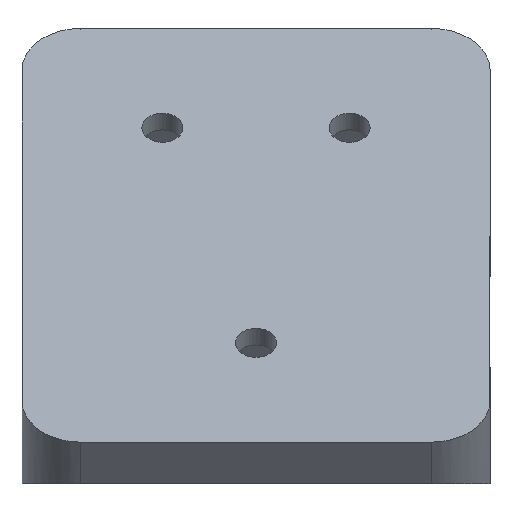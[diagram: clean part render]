
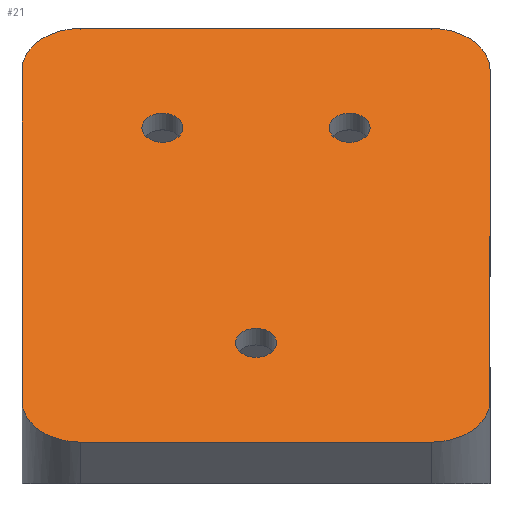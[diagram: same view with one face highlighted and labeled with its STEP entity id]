
A CAD part, left-side view. The second image highlights one B-rep face of the part: STEP entity #21.
In plain terms, the highlighted planar face has unit normal (-0.707, 0, 0.707).
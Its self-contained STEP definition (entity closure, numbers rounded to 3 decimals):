
#14=FACE_BOUND('',#116,.T.);
#15=FACE_BOUND('',#117,.T.);
#16=FACE_BOUND('',#118,.T.);
#21=ADVANCED_FACE('',(#68,#14,#15,#16),#794,.T.);
#68=FACE_OUTER_BOUND('',#115,.T.);
#115=EDGE_LOOP('',(#175,#176,#177,#178,#179,#180,#181,#182));
#116=EDGE_LOOP('',(#183,#184));
#117=EDGE_LOOP('',(#185,#186));
#118=EDGE_LOOP('',(#187,#188));
#175=ORIENTED_EDGE('',*,*,#425,.F.);
#176=ORIENTED_EDGE('',*,*,#416,.T.);
#177=ORIENTED_EDGE('',*,*,#424,.F.);
#178=ORIENTED_EDGE('',*,*,#415,.F.);
#179=ORIENTED_EDGE('',*,*,#422,.F.);
#180=ORIENTED_EDGE('',*,*,#414,.F.);
#181=ORIENTED_EDGE('',*,*,#423,.F.);
#182=ORIENTED_EDGE('',*,*,#417,.F.);
#183=ORIENTED_EDGE('',*,*,#516,.F.);
#184=ORIENTED_EDGE('',*,*,#494,.F.);
#185=ORIENTED_EDGE('',*,*,#519,.F.);
#186=ORIENTED_EDGE('',*,*,#498,.F.);
#187=ORIENTED_EDGE('',*,*,#522,.F.);
#188=ORIENTED_EDGE('',*,*,#502,.F.);
#414=EDGE_CURVE('',#693,#692,#645,.T.);
#415=EDGE_CURVE('',#695,#694,#646,.T.);
#416=EDGE_CURVE('',#697,#696,#647,.T.);
#417=EDGE_CURVE('',#699,#698,#648,.T.);
#422=EDGE_CURVE('',#692,#695,#550,.T.);
#423=EDGE_CURVE('',#698,#693,#551,.T.);
#424=EDGE_CURVE('',#694,#696,#552,.T.);
#425=EDGE_CURVE('',#697,#699,#553,.T.);
#494=EDGE_CURVE('',#739,#755,#572,.T.);
#498=EDGE_CURVE('',#742,#757,#575,.T.);
#502=EDGE_CURVE('',#745,#759,#578,.T.);
#516=EDGE_CURVE('',#755,#739,#587,.T.);
#519=EDGE_CURVE('',#757,#742,#589,.T.);
#522=EDGE_CURVE('',#759,#745,#591,.T.);
#550=TRIMMED_CURVE($,#593,(#1415),(#1416),.T.,.CARTESIAN.);
#551=TRIMMED_CURVE($,#594,(#1418),(#1419),.T.,.CARTESIAN.);
#552=TRIMMED_CURVE($,#595,(#1421),(#1422),.T.,.CARTESIAN.);
#553=TRIMMED_CURVE($,#596,(#1424),(#1425),.T.,.CARTESIAN.);
#572=TRIMMED_CURVE($,#615,(#1648),(#1649),.T.,.CARTESIAN.);
#575=TRIMMED_CURVE($,#618,(#1659),(#1660),.T.,.CARTESIAN.);
#578=TRIMMED_CURVE($,#621,(#1670),(#1671),.T.,.CARTESIAN.);
#587=TRIMMED_CURVE($,#630,(#1707),(#1708),.T.,.CARTESIAN.);
#589=TRIMMED_CURVE($,#632,(#1715),(#1716),.T.,.CARTESIAN.);
#591=TRIMMED_CURVE($,#634,(#1723),(#1724),.T.,.CARTESIAN.);
#593=CIRCLE('',#928,5.);
#594=CIRCLE('',#929,5.);
#595=CIRCLE('',#930,5.);
#596=CIRCLE('',#931,5.);
#615=CIRCLE('',#950,1.75);
#618=CIRCLE('',#953,1.75);
#621=CIRCLE('',#956,1.75);
#630=CIRCLE('',#965,1.75);
#632=CIRCLE('',#967,1.75);
#634=CIRCLE('',#969,1.75);
#645=B_SPLINE_CURVE_WITH_KNOTS('',1,(#1398,#1399),.UNSPECIFIED.,.F.,.F.,
(2,2),(5.,35.),.UNSPECIFIED.);
#646=B_SPLINE_CURVE_WITH_KNOTS('',1,(#1400,#1401),.UNSPECIFIED.,.F.,.F.,
(2,2),(45.,85.),.UNSPECIFIED.);
#647=B_SPLINE_CURVE_WITH_KNOTS('',1,(#1402,#1403),.UNSPECIFIED.,.F.,.F.,
(2,2),(5.,35.),.UNSPECIFIED.);
#648=B_SPLINE_CURVE_WITH_KNOTS('',1,(#1404,#1405),.UNSPECIFIED.,.F.,.F.,
(2,2),(165.,205.),.UNSPECIFIED.);
#692=VERTEX_POINT('',#1312);
#693=VERTEX_POINT('',#1313);
#694=VERTEX_POINT('',#1314);
#695=VERTEX_POINT('',#1315);
#696=VERTEX_POINT('',#1316);
#697=VERTEX_POINT('',#1317);
#698=VERTEX_POINT('',#1318);
#699=VERTEX_POINT('',#1319);
#739=VERTEX_POINT('',#1359);
#742=VERTEX_POINT('',#1362);
#745=VERTEX_POINT('',#1365);
#755=VERTEX_POINT('',#1375);
#757=VERTEX_POINT('',#1377);
#759=VERTEX_POINT('',#1379);
#794=PLANE('',#896);
#896=AXIS2_PLACEMENT_3D('',#1097,#975,$);
#928=AXIS2_PLACEMENT_3D($,#1414,#1007,#1008);
#929=AXIS2_PLACEMENT_3D($,#1417,#1009,#1010);
#930=AXIS2_PLACEMENT_3D($,#1420,#1011,#1012);
#931=AXIS2_PLACEMENT_3D($,#1423,#1013,#1014);
#950=AXIS2_PLACEMENT_3D($,#1647,#1051,#1052);
#953=AXIS2_PLACEMENT_3D($,#1658,#1057,#1058);
#956=AXIS2_PLACEMENT_3D($,#1669,#1063,#1064);
#965=AXIS2_PLACEMENT_3D($,#1706,#1081,#1082);
#967=AXIS2_PLACEMENT_3D($,#1714,#1085,#1086);
#969=AXIS2_PLACEMENT_3D($,#1722,#1089,#1090);
#975=DIRECTION('',(-0.707,0.,0.707));
#1007=DIRECTION('',(0.707,0.,-0.707));
#1008=DIRECTION('',(-0.707,0.,-0.707));
#1009=DIRECTION('',(0.707,0.,-0.707));
#1010=DIRECTION('',(0.,-1.,0.));
#1011=DIRECTION('',(0.707,0.,-0.707));
#1012=DIRECTION('',(0.,1.,0.));
#1013=DIRECTION('',(0.707,0.,-0.707));
#1014=DIRECTION('',(0.707,0.,0.707));
#1051=DIRECTION('',(-0.707,0.,0.707));
#1052=DIRECTION('',(0.,1.,0.));
#1057=DIRECTION('',(-0.707,0.,0.707));
#1058=DIRECTION('',(0.,1.,0.));
#1063=DIRECTION('',(-0.707,0.,0.707));
#1064=DIRECTION('',(0.,1.,0.));
#1081=DIRECTION('',(-0.707,0.,0.707));
#1082=DIRECTION('',(0.,-1.,0.));
#1085=DIRECTION('',(-0.707,0.,0.707));
#1086=DIRECTION('',(0.,-1.,0.));
#1089=DIRECTION('',(-0.707,0.,0.707));
#1090=DIRECTION('',(0.,-1.,0.));
#1097=CARTESIAN_POINT('',(45.962,0.,45.962));
#1312=CARTESIAN_POINT('',(0.,35.,0.));
#1313=CARTESIAN_POINT('',(0.,5.,0.));
#1314=CARTESIAN_POINT('',(31.82,40.,31.82));
#1315=CARTESIAN_POINT('',(3.536,40.,3.536));
#1316=CARTESIAN_POINT('',(35.355,35.,35.355));
#1317=CARTESIAN_POINT('',(35.355,5.,35.355));
#1318=CARTESIAN_POINT('',(3.536,0.,3.536));
#1319=CARTESIAN_POINT('',(31.82,0.,31.82));
#1359=CARTESIAN_POINT('',(8.485,21.75,8.485));
#1362=CARTESIAN_POINT('',(26.87,29.75,26.87));
#1365=CARTESIAN_POINT('',(26.87,13.75,26.87));
#1375=CARTESIAN_POINT('',(8.485,18.25,8.485));
#1377=CARTESIAN_POINT('',(26.87,26.25,26.87));
#1379=CARTESIAN_POINT('',(26.87,10.25,26.87));
#1398=CARTESIAN_POINT('',(0.,5.,0.));
#1399=CARTESIAN_POINT('',(0.,35.,0.));
#1400=CARTESIAN_POINT('',(3.536,40.,3.536));
#1401=CARTESIAN_POINT('',(31.82,40.,31.82));
#1402=CARTESIAN_POINT('',(35.355,5.,35.355));
#1403=CARTESIAN_POINT('',(35.355,35.,35.355));
#1404=CARTESIAN_POINT('',(31.82,0.,31.82));
#1405=CARTESIAN_POINT('',(3.536,0.,3.536));
#1414=CARTESIAN_POINT('',(3.536,35.,3.536));
#1415=CARTESIAN_POINT('',(0.,35.,0.));
#1416=CARTESIAN_POINT('',(3.536,40.,3.536));
#1417=CARTESIAN_POINT('',(3.536,5.,3.536));
#1418=CARTESIAN_POINT('',(3.536,0.,3.536));
#1419=CARTESIAN_POINT('',(0.,5.,0.));
#1420=CARTESIAN_POINT('',(31.82,35.,31.82));
#1421=CARTESIAN_POINT('',(31.82,40.,31.82));
#1422=CARTESIAN_POINT('',(35.355,35.,35.355));
#1423=CARTESIAN_POINT('',(31.82,5.,31.82));
#1424=CARTESIAN_POINT('',(35.355,5.,35.355));
#1425=CARTESIAN_POINT('',(31.82,0.,31.82));
#1647=CARTESIAN_POINT('',(8.485,20.,8.485));
#1648=CARTESIAN_POINT('',(8.485,21.75,8.485));
#1649=CARTESIAN_POINT('',(8.485,18.25,8.485));
#1658=CARTESIAN_POINT('',(26.87,28.,26.87));
#1659=CARTESIAN_POINT('',(26.87,29.75,26.87));
#1660=CARTESIAN_POINT('',(26.87,26.25,26.87));
#1669=CARTESIAN_POINT('',(26.87,12.,26.87));
#1670=CARTESIAN_POINT('',(26.87,13.75,26.87));
#1671=CARTESIAN_POINT('',(26.87,10.25,26.87));
#1706=CARTESIAN_POINT('',(8.485,20.,8.485));
#1707=CARTESIAN_POINT('',(8.485,18.25,8.485));
#1708=CARTESIAN_POINT('',(8.485,21.75,8.485));
#1714=CARTESIAN_POINT('',(26.87,28.,26.87));
#1715=CARTESIAN_POINT('',(26.87,26.25,26.87));
#1716=CARTESIAN_POINT('',(26.87,29.75,26.87));
#1722=CARTESIAN_POINT('',(26.87,12.,26.87));
#1723=CARTESIAN_POINT('',(26.87,10.25,26.87));
#1724=CARTESIAN_POINT('',(26.87,13.75,26.87));
